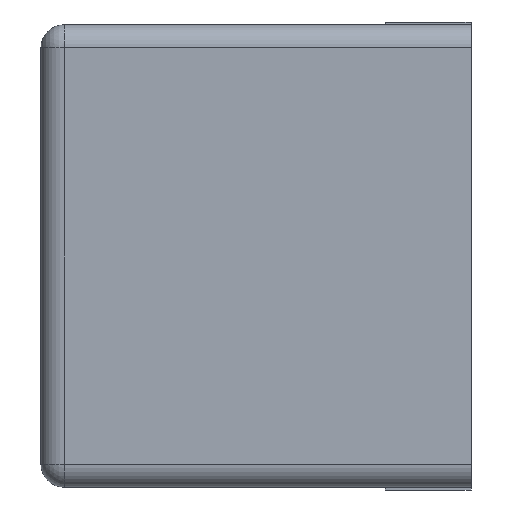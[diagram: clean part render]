
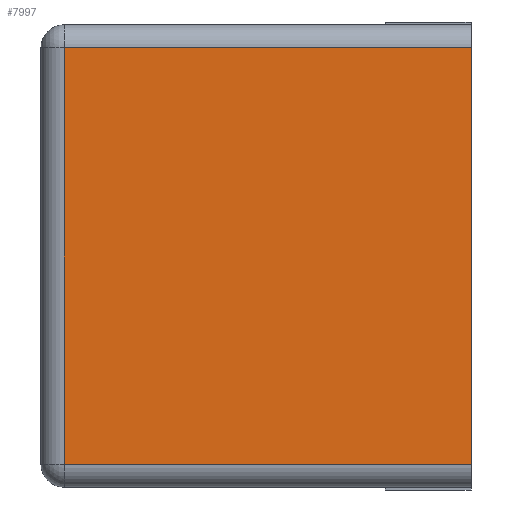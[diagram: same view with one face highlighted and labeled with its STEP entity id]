
A CAD part, left-side view. The second image highlights one B-rep face of the part: STEP entity #7997.
In plain terms, the highlighted planar face has unit normal (-1, 0, 0).
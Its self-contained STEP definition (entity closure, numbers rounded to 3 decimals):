
#284 = CARTESIAN_POINT ( 'NONE',  ( -5.45, 9.3, 4.5 ) ) ;
#863 = CARTESIAN_POINT ( 'NONE',  ( -5.45, 8.8, 4.5 ) ) ;
#1325 = VECTOR ( 'NONE', #9807, 1000. ) ;
#1411 = VECTOR ( 'NONE', #11883, 1000. ) ;
#2701 = EDGE_CURVE ( 'NONE', #23810, #3198, #16868, .T. ) ;
#2899 = CARTESIAN_POINT ( 'NONE',  ( -5.45, 8.8, -4.5 ) ) ;
#3198 = VERTEX_POINT ( 'NONE', #8546 ) ;
#3240 = ORIENTED_EDGE ( 'NONE', *, *, #2701, .T. ) ;
#3352 = ORIENTED_EDGE ( 'NONE', *, *, #4933, .T. ) ;
#4933 = EDGE_CURVE ( 'NONE', #7208, #7038, #9089, .T. ) ;
#6254 = CARTESIAN_POINT ( 'NONE',  ( -5.45, 0., -5. ) ) ;
#7038 = VERTEX_POINT ( 'NONE', #863 ) ;
#7208 = VERTEX_POINT ( 'NONE', #9568 ) ;
#7231 = EDGE_CURVE ( 'NONE', #3198, #7208, #7973, .T. ) ;
#7315 = LINE ( 'NONE', #22494, #11900 ) ;
#7691 = DIRECTION ( 'NONE',  ( 0., 0., -1. ) ) ;
#7973 = LINE ( 'NONE', #6254, #1411 ) ;
#7997 = ADVANCED_FACE ( 'NONE', ( #20787 ), #9659, .F. ) ;
#8207 = AXIS2_PLACEMENT_3D ( 'NONE', #13499, #21168, #7691 ) ;
#8546 = CARTESIAN_POINT ( 'NONE',  ( -5.45, 0., -4.5 ) ) ;
#9089 = LINE ( 'NONE', #284, #1325 ) ;
#9568 = CARTESIAN_POINT ( 'NONE',  ( -5.45, 0., 4.5 ) ) ;
#9659 = PLANE ( 'NONE',  #8207 ) ;
#9807 = DIRECTION ( 'NONE',  ( 0., 1., 0. ) ) ;
#10059 = DIRECTION ( 'NONE',  ( 0., -1., 0. ) ) ;
#11883 = DIRECTION ( 'NONE',  ( 0., 0., 1. ) ) ;
#11900 = VECTOR ( 'NONE', #12876, 1000. ) ;
#12876 = DIRECTION ( 'NONE',  ( 0., 0., -1. ) ) ;
#13214 = ORIENTED_EDGE ( 'NONE', *, *, #7231, .T. ) ;
#13499 = CARTESIAN_POINT ( 'NONE',  ( -5.45, 9.3, -5. ) ) ;
#13854 = EDGE_CURVE ( 'NONE', #7038, #23810, #7315, .T. ) ;
#15661 = CARTESIAN_POINT ( 'NONE',  ( -5.45, 9.3, -4.5 ) ) ;
#16868 = LINE ( 'NONE', #15661, #19886 ) ;
#19886 = VECTOR ( 'NONE', #10059, 1000. ) ;
#20089 = ORIENTED_EDGE ( 'NONE', *, *, #13854, .T. ) ;
#20252 = EDGE_LOOP ( 'NONE', ( #20089, #3240, #13214, #3352 ) ) ;
#20787 = FACE_OUTER_BOUND ( 'NONE', #20252, .T. ) ;
#21168 = DIRECTION ( 'NONE',  ( 1., 0., 0. ) ) ;
#22494 = CARTESIAN_POINT ( 'NONE',  ( -5.45, 8.8, -5. ) ) ;
#23810 = VERTEX_POINT ( 'NONE', #2899 ) ;
